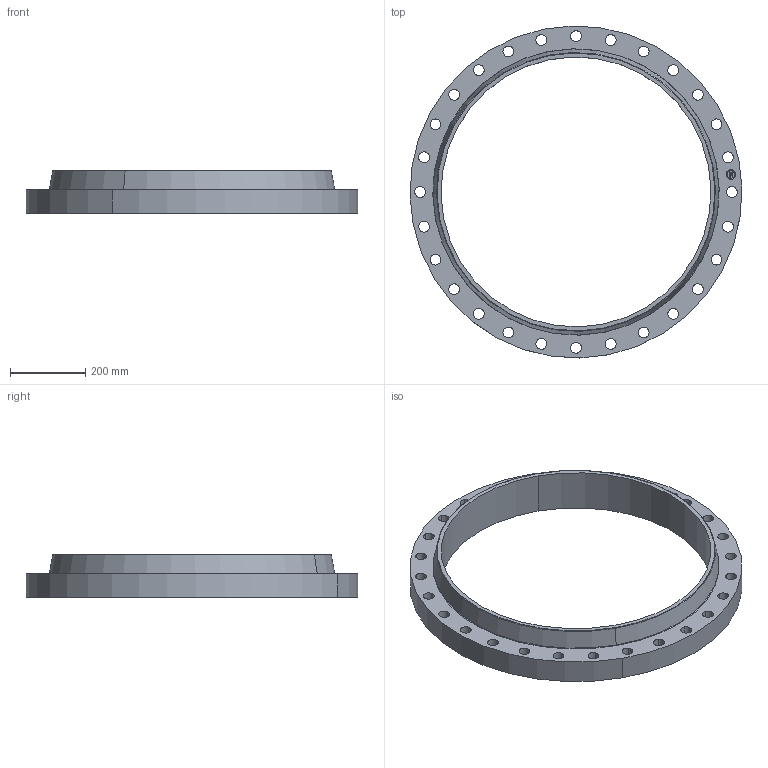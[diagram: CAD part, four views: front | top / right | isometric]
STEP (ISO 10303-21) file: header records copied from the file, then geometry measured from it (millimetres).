
FILE_DESCRIPTION(('3D STEP'),'2;1');
FILE_NAME('28-350-FF-SO-BCIS-FLANGE.stp','2013-09-15T14:05:20+00:00',('Texas Flange'),(''),'CATIA Version 5 Release 20 SP 6 (IN-10)','CATIA V5 STEP AP214','800-826-3801');
FILE_SCHEMA(('AUTOMOTIVE_DESIGN { 1 0 10303 214 1 1 1 1 }'));
Length unit declared in the file: inch
Products named in the file (1): 28-350-FF-SO-BCIS-FLANGE
Bounding box: 882.4 x 882.4 x 114.3 mm (x, y, z)
Volume: 13926365.6 mm3; surface area: 1071356.3 mm2
Topology: 1 solids, 1 shells, 454 faces, 1298 edges, 864 vertices
Faces by surface type: plane 368, cylinder 80, torus 4, cone 2
Entity records: 16928 total; most frequent: ORIENTED_EDGE 2596, CARTESIAN_POINT 2550, DIRECTION 2072, EDGE_CURVE 1298, VECTOR 1126, LINE 1126, VERTEX_POINT 864, AXIS2_PLACEMENT_3D 560
